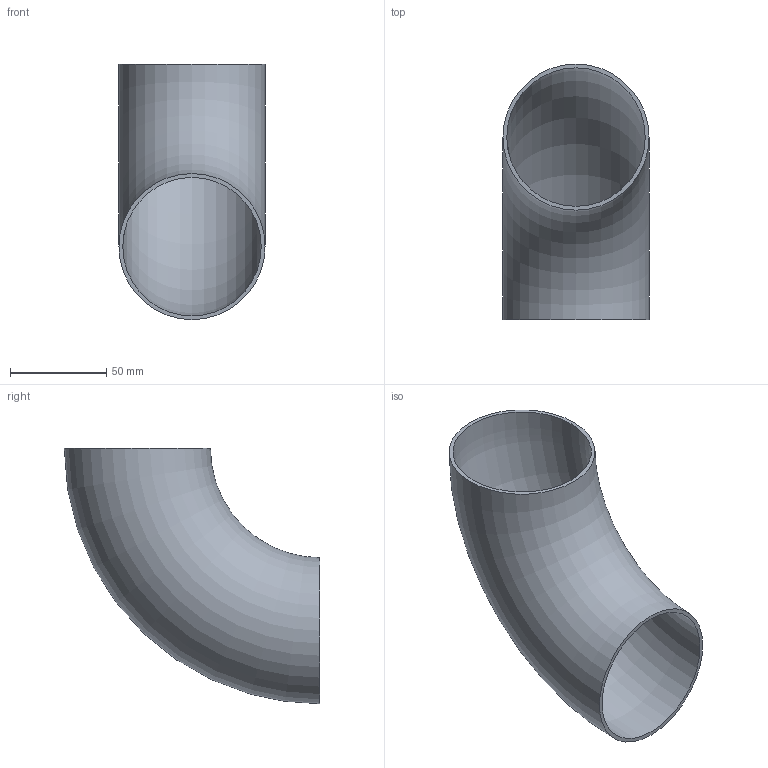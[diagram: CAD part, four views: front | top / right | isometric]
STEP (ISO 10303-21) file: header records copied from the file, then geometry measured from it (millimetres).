
FILE_DESCRIPTION (( 'STEP AP203' ), '1' );
FILE_NAME ('55166-240.step', '2023-06-02T11:49:23', ( '' ), ( '' ), 'SwSTEP 2.0', 'SolidWorks 2018', '' );
FILE_SCHEMA (( 'CONFIG_CONTROL_DESIGN' ));
Length unit declared in the file: millimetre
Products named in the file (1): 55166-240
Bounding box: 76.1 x 133.05 x 133.05 mm (x, y, z)
Volume: 69476.5 mm3; surface area: 70417.6 mm2
Topology: 1 solids, 1 shells, 226 faces, 600 edges, 400 vertices
Faces by surface type: plane 103, bspline 97, torus 26
Entity records: 11416 total; most frequent: CARTESIAN_POINT 6785, ORIENTED_EDGE 1196, EDGE_CURVE 598, DIRECTION 466, VERTEX_POINT 400, B_SPLINE_CURVE_WITH_KNOTS 396, EDGE_LOOP 254, FACE_OUTER_BOUND 228
